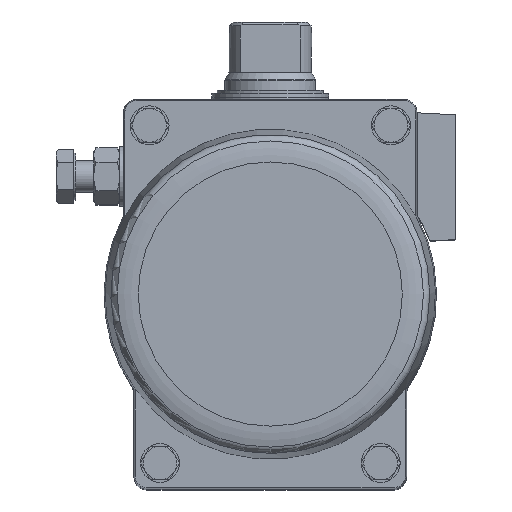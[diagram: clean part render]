
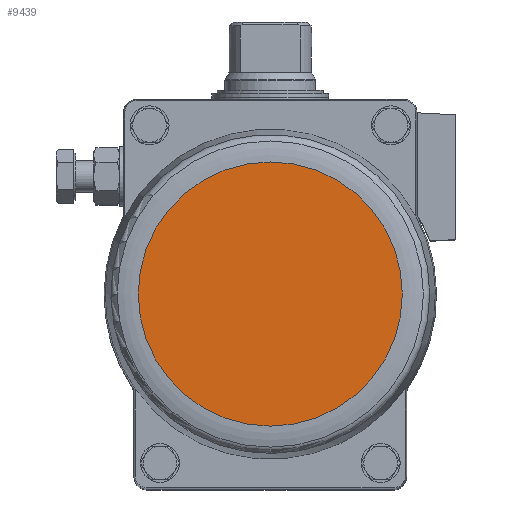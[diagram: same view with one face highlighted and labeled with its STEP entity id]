
A CAD part, top view. The second image highlights one B-rep face of the part: STEP entity #9439.
In plain terms, the highlighted planar face has unit normal (0, 0, 1).
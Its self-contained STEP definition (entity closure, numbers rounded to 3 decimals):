
#3408=ORIENTED_EDGE('',*,*,#5212,.T.);
#5212=EDGE_CURVE('',#6264,#6264,#6846,.T.);
#6264=VERTEX_POINT('',#15773);
#6846=CIRCLE('',#10408,50.85);
#7558=EDGE_LOOP('',(#3408));
#8407=FACE_BOUND('',#7558,.T.);
#8927=PLANE('',#10409);
#9439=ADVANCED_FACE('',(#8407),#8927,.F.);
#10408=AXIS2_PLACEMENT_3D('',#15772,#12595,#12596);
#10409=AXIS2_PLACEMENT_3D('',#15774,#12597,#12598);
#12595=DIRECTION('',(0.,0.,1.));
#12596=DIRECTION('',(1.,0.,0.));
#12597=DIRECTION('',(0.,0.,-1.));
#12598=DIRECTION('',(-1.,0.,0.));
#15772=CARTESIAN_POINT('',(0.,0.,150.7));
#15773=CARTESIAN_POINT('',(50.85,0.,150.7));
#15774=CARTESIAN_POINT('',(50.85,0.,150.7));
